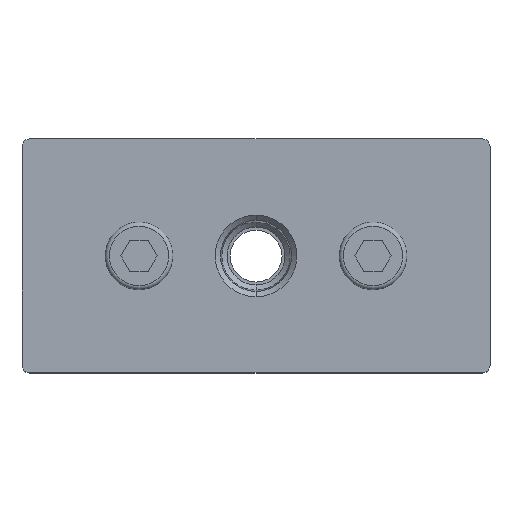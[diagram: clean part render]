
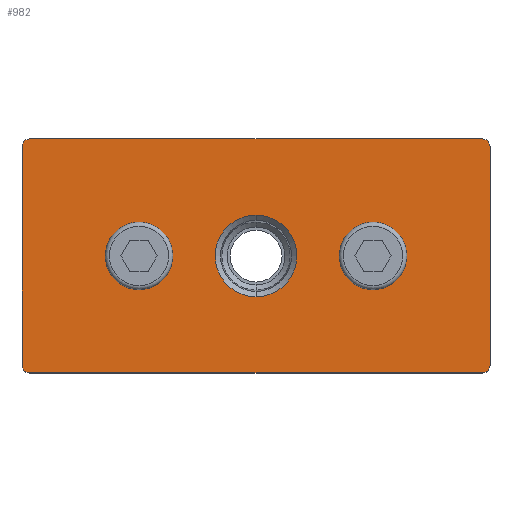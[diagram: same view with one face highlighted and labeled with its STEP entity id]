
A CAD part, top view. The second image highlights one B-rep face of the part: STEP entity #982.
In plain terms, the highlighted planar face has unit normal (0, 0, 1).
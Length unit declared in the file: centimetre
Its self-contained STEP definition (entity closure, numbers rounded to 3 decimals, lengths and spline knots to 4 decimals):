
#58=FACE_BOUND('',#148,.T.);
#59=FACE_BOUND('',#149,.T.);
#60=FACE_BOUND('',#150,.T.);
#82=FACE_OUTER_BOUND('',#147,.T.);
#147=EDGE_LOOP('',(#712,#713,#714,#715,#716,#717,#718,#719));
#148=EDGE_LOOP('',(#720));
#149=EDGE_LOOP('',(#721));
#150=EDGE_LOOP('',(#722,#723));
#215=LINE('',#1499,#301);
#219=LINE('',#1508,#305);
#227=LINE('',#1545,#313);
#228=LINE('',#1549,#314);
#301=VECTOR('',#1179,1.);
#305=VECTOR('',#1189,1.);
#313=VECTOR('',#1233,1.);
#314=VECTOR('',#1236,1.);
#389=CIRCLE('',#1048,1.5);
#390=CIRCLE('',#1051,1.5);
#397=CIRCLE('',#1063,7.858);
#399=CIRCLE('',#1066,7.858);
#400=CIRCLE('',#1068,1.5);
#401=CIRCLE('',#1069,1.5);
#402=CIRCLE('',#1070,4.5);
#403=CIRCLE('',#1071,4.5);
#445=VERTEX_POINT('',#1496);
#446=VERTEX_POINT('',#1498);
#447=VERTEX_POINT('',#1502);
#448=VERTEX_POINT('',#1506);
#449=VERTEX_POINT('',#1510);
#457=VERTEX_POINT('',#1535);
#458=VERTEX_POINT('',#1537);
#459=VERTEX_POINT('',#1544);
#460=VERTEX_POINT('',#1546);
#461=VERTEX_POINT('',#1548);
#462=VERTEX_POINT('',#1551);
#463=VERTEX_POINT('',#1553);
#536=EDGE_CURVE('',#446,#445,#215,.T.);
#539=EDGE_CURVE('',#445,#447,#389,.T.);
#541=EDGE_CURVE('',#447,#448,#219,.T.);
#543=EDGE_CURVE('',#448,#449,#390,.T.);
#556=EDGE_CURVE('',#458,#457,#397,.T.);
#558=EDGE_CURVE('',#457,#458,#399,.T.);
#559=EDGE_CURVE('',#449,#459,#227,.T.);
#560=EDGE_CURVE('',#459,#460,#400,.T.);
#561=EDGE_CURVE('',#460,#461,#228,.T.);
#562=EDGE_CURVE('',#461,#446,#401,.T.);
#563=EDGE_CURVE('',#462,#462,#402,.T.);
#564=EDGE_CURVE('',#463,#463,#403,.T.);
#712=ORIENTED_EDGE('',*,*,#541,.T.);
#713=ORIENTED_EDGE('',*,*,#543,.T.);
#714=ORIENTED_EDGE('',*,*,#559,.T.);
#715=ORIENTED_EDGE('',*,*,#560,.T.);
#716=ORIENTED_EDGE('',*,*,#561,.T.);
#717=ORIENTED_EDGE('',*,*,#562,.T.);
#718=ORIENTED_EDGE('',*,*,#536,.T.);
#719=ORIENTED_EDGE('',*,*,#539,.T.);
#720=ORIENTED_EDGE('',*,*,#563,.T.);
#721=ORIENTED_EDGE('',*,*,#564,.T.);
#722=ORIENTED_EDGE('',*,*,#556,.F.);
#723=ORIENTED_EDGE('',*,*,#558,.F.);
#942=PLANE('',#1067);
#982=ADVANCED_FACE('',(#82,#58,#59,#60),#942,.T.);
#1048=AXIS2_PLACEMENT_3D('',#1504,#1184,#1185);
#1051=AXIS2_PLACEMENT_3D('',#1512,#1193,#1194);
#1063=AXIS2_PLACEMENT_3D('',#1539,#1223,#1224);
#1066=AXIS2_PLACEMENT_3D('',#1542,#1229,#1230);
#1067=AXIS2_PLACEMENT_3D('',#1543,#1231,#1232);
#1068=AXIS2_PLACEMENT_3D('',#1547,#1234,#1235);
#1069=AXIS2_PLACEMENT_3D('',#1550,#1237,#1238);
#1070=AXIS2_PLACEMENT_3D('',#1552,#1239,#1240);
#1071=AXIS2_PLACEMENT_3D('',#1554,#1241,#1242);
#1179=DIRECTION('',(0.,-1.,0.));
#1184=DIRECTION('center_axis',(0.,0.,1.));
#1185=DIRECTION('ref_axis',(-1.,0.,0.));
#1189=DIRECTION('',(1.,0.,0.));
#1193=DIRECTION('center_axis',(0.,0.,1.));
#1194=DIRECTION('ref_axis',(0.,-1.,0.));
#1223=DIRECTION('center_axis',(0.,0.,1.));
#1224=DIRECTION('ref_axis',(0.,1.,0.));
#1229=DIRECTION('center_axis',(0.,0.,1.));
#1230=DIRECTION('ref_axis',(0.,1.,0.));
#1231=DIRECTION('center_axis',(0.,0.,1.));
#1232=DIRECTION('ref_axis',(1.,0.,0.));
#1233=DIRECTION('',(0.,1.,0.));
#1234=DIRECTION('center_axis',(0.,0.,1.));
#1235=DIRECTION('ref_axis',(1.,0.,0.));
#1236=DIRECTION('',(-1.,0.,0.));
#1237=DIRECTION('center_axis',(0.,0.,1.));
#1238=DIRECTION('ref_axis',(0.,1.,0.));
#1239=DIRECTION('center_axis',(0.,0.,-1.));
#1240=DIRECTION('ref_axis',(-1.,0.,0.));
#1241=DIRECTION('center_axis',(0.,0.,-1.));
#1242=DIRECTION('ref_axis',(-1.,0.,0.));
#1496=CARTESIAN_POINT('',(0.,1.5,14.));
#1498=CARTESIAN_POINT('',(0.,43.5,14.));
#1499=CARTESIAN_POINT('',(0.,66.,14.));
#1502=CARTESIAN_POINT('',(1.5,0.,14.));
#1504=CARTESIAN_POINT('Origin',(1.5,1.5,14.));
#1506=CARTESIAN_POINT('',(88.5,0.,14.));
#1508=CARTESIAN_POINT('',(1.5,0.,14.));
#1510=CARTESIAN_POINT('',(90.,1.5,14.));
#1512=CARTESIAN_POINT('Origin',(88.5,1.5,14.));
#1535=CARTESIAN_POINT('',(45.,30.358,14.));
#1537=CARTESIAN_POINT('',(45.,14.642,14.));
#1539=CARTESIAN_POINT('Origin',(45.,22.5,14.));
#1542=CARTESIAN_POINT('Origin',(45.,22.5,14.));
#1543=CARTESIAN_POINT('Origin',(45.,22.5,14.));
#1544=CARTESIAN_POINT('',(90.,43.5,14.));
#1545=CARTESIAN_POINT('',(90.,1.5,14.));
#1546=CARTESIAN_POINT('',(88.5,45.,14.));
#1547=CARTESIAN_POINT('Origin',(88.5,43.5,14.));
#1548=CARTESIAN_POINT('',(1.5,45.,14.));
#1549=CARTESIAN_POINT('',(88.5,45.,14.));
#1550=CARTESIAN_POINT('Origin',(1.5,43.5,14.));
#1551=CARTESIAN_POINT('',(27.,22.5,14.));
#1552=CARTESIAN_POINT('Origin',(22.5,22.5,14.));
#1553=CARTESIAN_POINT('',(72.,22.5,14.));
#1554=CARTESIAN_POINT('Origin',(67.5,22.5,14.));
